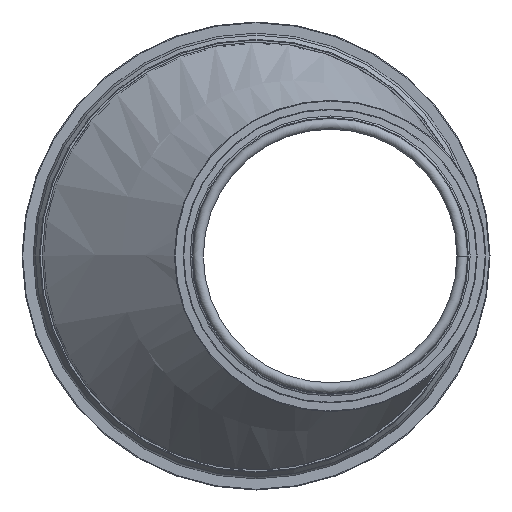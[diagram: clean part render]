
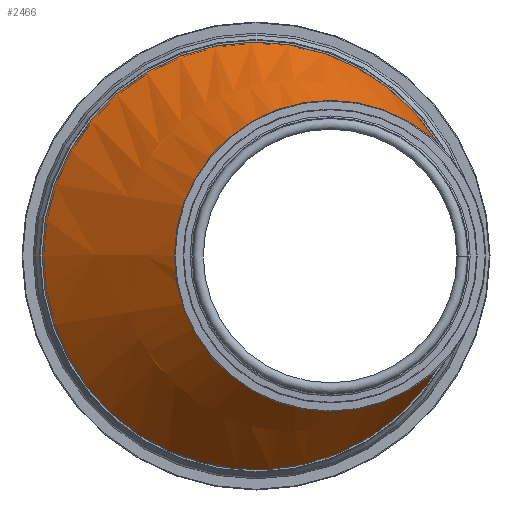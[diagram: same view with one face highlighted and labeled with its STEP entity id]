
A CAD part, left-side view. The second image highlights one B-rep face of the part: STEP entity #2466.
In plain terms, the highlighted free-form (B-spline) face has degree [1, 2] with [2, 9] control points.
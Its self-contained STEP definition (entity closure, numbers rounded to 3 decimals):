
#11=(
BOUNDED_SURFACE()
B_SPLINE_SURFACE(1,2,((#4356,#4357,#4358,#4359,#4360,#4361,#4362,#4363,
#4364),(#4365,#4366,#4367,#4368,#4369,#4370,#4371,#4372,#4373)),
 .UNSPECIFIED.,.F.,.T.,.F.)
B_SPLINE_SURFACE_WITH_KNOTS((2,2),(3,2,2,2,3),(-0.481,1.035),
(-3.142,-1.571,0.,1.571,3.142),
 .UNSPECIFIED.)
GEOMETRIC_REPRESENTATION_ITEM()
RATIONAL_B_SPLINE_SURFACE(((1.,0.707,1.,0.707,1.,
0.707,1.,0.707,1.),(1.,0.707,1.,0.707,
1.,0.707,1.,0.707,1.)))
REPRESENTATION_ITEM('')
SURFACE()
);
#22=B_SPLINE_CURVE_WITH_KNOTS('',1,(#4374,#4375),.UNSPECIFIED.,.F.,.F.,
(2,2),(-0.793,-0.112),.UNSPECIFIED.);
#292=FACE_OUTER_BOUND('',#490,.T.);
#490=EDGE_LOOP('',(#1822,#1823,#1824,#1825,#1826,#1827,#1828));
#672=CIRCLE('',#2723,61.425);
#673=CIRCLE('',#2724,61.425);
#678=CIRCLE('',#2732,40.125);
#679=CIRCLE('',#2733,40.125);
#680=CIRCLE('',#2734,40.125);
#1104=VERTEX_POINT('',#4108);
#1105=VERTEX_POINT('',#4109);
#1112=VERTEX_POINT('',#4265);
#1113=VERTEX_POINT('',#4266);
#1114=VERTEX_POINT('',#4268);
#1344=EDGE_CURVE('',#1104,#1105,#672,.T.);
#1345=EDGE_CURVE('',#1105,#1104,#673,.T.);
#1354=EDGE_CURVE('',#1112,#1113,#678,.T.);
#1355=EDGE_CURVE('',#1114,#1112,#679,.T.);
#1356=EDGE_CURVE('',#1113,#1114,#680,.T.);
#1359=EDGE_CURVE('',#1114,#1105,#22,.T.);
#1822=ORIENTED_EDGE('',*,*,#1354,.T.);
#1823=ORIENTED_EDGE('',*,*,#1356,.T.);
#1824=ORIENTED_EDGE('',*,*,#1359,.T.);
#1825=ORIENTED_EDGE('',*,*,#1345,.T.);
#1826=ORIENTED_EDGE('',*,*,#1344,.T.);
#1827=ORIENTED_EDGE('',*,*,#1359,.F.);
#1828=ORIENTED_EDGE('',*,*,#1355,.T.);
#2466=ADVANCED_FACE('',(#292),#11,.F.);
#2723=AXIS2_PLACEMENT_3D('',#4110,#3308,#3309);
#2724=AXIS2_PLACEMENT_3D('',#4111,#3310,#3311);
#2732=AXIS2_PLACEMENT_3D('',#4267,#3326,#3327);
#2733=AXIS2_PLACEMENT_3D('',#4269,#3328,#3329);
#2734=AXIS2_PLACEMENT_3D('',#4270,#3330,#3331);
#3308=DIRECTION('center_axis',(0.,0.,1.));
#3309=DIRECTION('ref_axis',(1.,0.,0.));
#3310=DIRECTION('center_axis',(0.,0.,1.));
#3311=DIRECTION('ref_axis',(1.,0.,0.));
#3326=DIRECTION('center_axis',(0.,0.,-1.));
#3327=DIRECTION('ref_axis',(1.,0.,0.));
#3328=DIRECTION('center_axis',(0.,0.,-1.));
#3329=DIRECTION('ref_axis',(1.,0.,0.));
#3330=DIRECTION('center_axis',(0.,0.,-1.));
#3331=DIRECTION('ref_axis',(1.,0.,0.));
#4108=CARTESIAN_POINT('',(82.725,0.,-34.));
#4109=CARTESIAN_POINT('',(7.069,59.754,-34.));
#4110=CARTESIAN_POINT('Origin',(21.3,0.,-34.));
#4111=CARTESIAN_POINT('Origin',(21.3,0.,-34.));
#4265=CARTESIAN_POINT('',(40.125,0.,0.));
#4266=CARTESIAN_POINT('',(-40.125,0.,0.));
#4267=CARTESIAN_POINT('Origin',(0.,0.,0.));
#4268=CARTESIAN_POINT('',(-9.296,39.033,0.));
#4269=CARTESIAN_POINT('Origin',(0.,0.,0.));
#4270=CARTESIAN_POINT('Origin',(0.,0.,0.));
#4356=CARTESIAN_POINT('Ctrl Pts',(21.3,77.772,-63.566));
#4357=CARTESIAN_POINT('Ctrl Pts',(-40.125,77.772,-93.131));
#4358=CARTESIAN_POINT('Ctrl Pts',(-40.125,0.,
-93.131));
#4359=CARTESIAN_POINT('Ctrl Pts',(-40.125,-77.772,-93.131));
#4360=CARTESIAN_POINT('Ctrl Pts',(21.3,-77.772,-63.566));
#4361=CARTESIAN_POINT('Ctrl Pts',(82.725,-77.772,-34.));
#4362=CARTESIAN_POINT('Ctrl Pts',(82.725,0.,
-34.));
#4363=CARTESIAN_POINT('Ctrl Pts',(82.725,77.772,-34.));
#4364=CARTESIAN_POINT('Ctrl Pts',(21.3,77.772,-63.566));
#4365=CARTESIAN_POINT('Ctrl Pts',(-15.095,31.691,12.048));
#4366=CARTESIAN_POINT('Ctrl Pts',(-40.125,31.691,0.));
#4367=CARTESIAN_POINT('Ctrl Pts',(-40.125,0.,0.));
#4368=CARTESIAN_POINT('Ctrl Pts',(-40.125,-31.691,0.));
#4369=CARTESIAN_POINT('Ctrl Pts',(-15.095,-31.691,12.048));
#4370=CARTESIAN_POINT('Ctrl Pts',(9.935,-31.691,24.095));
#4371=CARTESIAN_POINT('Ctrl Pts',(9.935,0.,
24.095));
#4372=CARTESIAN_POINT('Ctrl Pts',(9.935,31.691,24.095));
#4373=CARTESIAN_POINT('Ctrl Pts',(-15.095,31.691,12.048));
#4374=CARTESIAN_POINT('Ctrl Pts',(-9.296,39.033,0.));
#4375=CARTESIAN_POINT('Ctrl Pts',(7.069,59.754,-34.));
